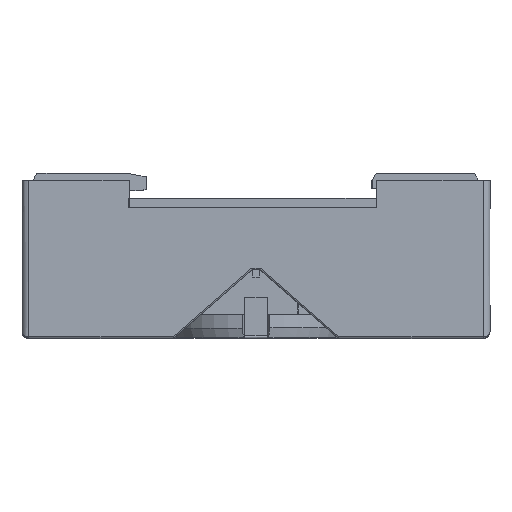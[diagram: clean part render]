
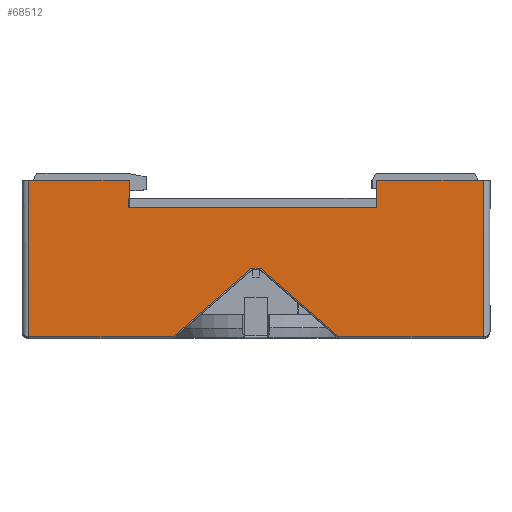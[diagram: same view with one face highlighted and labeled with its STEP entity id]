
A CAD part, top view. The second image highlights one B-rep face of the part: STEP entity #68512.
In plain terms, the highlighted planar face has unit normal (0, 0, 1).
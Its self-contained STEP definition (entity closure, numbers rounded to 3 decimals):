
#958 = DIRECTION ( 'NONE',  ( 0., 0., -1. ) ) ;
#2192 = VECTOR ( 'NONE', #58984, 1000. ) ;
#3036 = VERTEX_POINT ( 'NONE', #5830 ) ;
#5141 = VERTEX_POINT ( 'NONE', #43993 ) ;
#5214 = LINE ( 'NONE', #96101, #22939 ) ;
#5830 = CARTESIAN_POINT ( 'NONE',  ( 17.6, 23., 19. ) ) ;
#9720 = PLANE ( 'NONE',  #34154 ) ;
#10530 = VERTEX_POINT ( 'NONE', #47988 ) ;
#11370 = EDGE_CURVE ( 'NONE', #3036, #10530, #76969, .T. ) ;
#11436 = ORIENTED_EDGE ( 'NONE', *, *, #57565, .F. ) ;
#12873 = EDGE_CURVE ( 'NONE', #10530, #18877, #53277, .T. ) ;
#13737 = DIRECTION ( 'NONE',  ( -1., 0., 0. ) ) ;
#13815 = EDGE_CURVE ( 'NONE', #61302, #109193, #89659, .T. ) ;
#15383 = ORIENTED_EDGE ( 'NONE', *, *, #21541, .F. ) ;
#18877 = VERTEX_POINT ( 'NONE', #42302 ) ;
#19598 = ORIENTED_EDGE ( 'NONE', *, *, #82711, .F. ) ;
#20681 = CARTESIAN_POINT ( 'NONE',  ( 34.1, 23., 19. ) ) ;
#21488 = VECTOR ( 'NONE', #110335, 1000. ) ;
#21541 = EDGE_CURVE ( 'NONE', #59895, #72170, #92214, .T. ) ;
#21791 = VECTOR ( 'NONE', #68359, 1000. ) ;
#22396 = CARTESIAN_POINT ( 'NONE',  ( 17.6, 0., 19. ) ) ;
#22777 = ORIENTED_EDGE ( 'NONE', *, *, #75630, .F. ) ;
#22939 = VECTOR ( 'NONE', #43751, 1000. ) ;
#22970 = DIRECTION ( 'NONE',  ( -1., 0., 0. ) ) ;
#24270 = VERTEX_POINT ( 'NONE', #63140 ) ;
#24369 = DIRECTION ( 'NONE',  ( -0.753, 0.658, 0. ) ) ;
#25405 = LINE ( 'NONE', #111365, #2192 ) ;
#25508 = CARTESIAN_POINT ( 'NONE',  ( 12.075, 0.2, 19. ) ) ;
#28513 = CARTESIAN_POINT ( 'NONE',  ( 34.1, 10.2, 19. ) ) ;
#28711 = EDGE_CURVE ( 'NONE', #5141, #34890, #45119, .T. ) ;
#31120 = EDGE_CURVE ( 'NONE', #59162, #68329, #60437, .T. ) ;
#31283 = LINE ( 'NONE', #28513, #68297 ) ;
#32646 = ORIENTED_EDGE ( 'NONE', *, *, #28711, .F. ) ;
#34154 = AXIS2_PLACEMENT_3D ( 'NONE', #79260, #958, #34954 ) ;
#34890 = VERTEX_POINT ( 'NONE', #61993 ) ;
#34954 = DIRECTION ( 'NONE',  ( -1., 0., 0. ) ) ;
#39429 = LINE ( 'NONE', #109646, #66774 ) ;
#39491 = VECTOR ( 'NONE', #41553, 1000. ) ;
#41218 = EDGE_CURVE ( 'NONE', #18877, #59162, #39429, .T. ) ;
#41553 = DIRECTION ( 'NONE',  ( 0., -1., 0. ) ) ;
#42302 = CARTESIAN_POINT ( 'NONE',  ( 33.1, 0.2, 19. ) ) ;
#43751 = DIRECTION ( 'NONE',  ( 0., 1., 0. ) ) ;
#43993 = CARTESIAN_POINT ( 'NONE',  ( -33.1, 23., 19. ) ) ;
#44530 = CARTESIAN_POINT ( 'NONE',  ( 34.1, 19., 19. ) ) ;
#45119 = LINE ( 'NONE', #104705, #21791 ) ;
#46676 = FACE_OUTER_BOUND ( 'NONE', #66871, .T. ) ;
#47988 = CARTESIAN_POINT ( 'NONE',  ( 33.1, 23., 19. ) ) ;
#48768 = DIRECTION ( 'NONE',  ( 0., 1., 0. ) ) ;
#52513 = ORIENTED_EDGE ( 'NONE', *, *, #82510, .F. ) ;
#53277 = LINE ( 'NONE', #85061, #39491 ) ;
#56003 = ORIENTED_EDGE ( 'NONE', *, *, #103905, .F. ) ;
#57565 = EDGE_CURVE ( 'NONE', #34890, #59895, #25405, .T. ) ;
#57683 = VECTOR ( 'NONE', #24369, 1000. ) ;
#57978 = CARTESIAN_POINT ( 'NONE',  ( 17.6, 19., 19. ) ) ;
#58984 = DIRECTION ( 'NONE',  ( 0., -1., 0. ) ) ;
#59162 = VERTEX_POINT ( 'NONE', #68174 ) ;
#59895 = VERTEX_POINT ( 'NONE', #93938 ) ;
#60437 = LINE ( 'NONE', #25508, #57683 ) ;
#61302 = VERTEX_POINT ( 'NONE', #79441 ) ;
#61934 = VECTOR ( 'NONE', #81796, 1000. ) ;
#61993 = CARTESIAN_POINT ( 'NONE',  ( -18.5, 23., 19. ) ) ;
#63140 = CARTESIAN_POINT ( 'NONE',  ( -0.625, 10.2, 19. ) ) ;
#63683 = DIRECTION ( 'NONE',  ( -1., 0., 0. ) ) ;
#66774 = VECTOR ( 'NONE', #13737, 1000. ) ;
#66871 = EDGE_LOOP ( 'NONE', ( #96543, #102995, #72259, #56003, #15383, #11436, #32646, #52513, #107343, #19598, #22777, #86389 ) ) ;
#68174 = CARTESIAN_POINT ( 'NONE',  ( 12.075, 0.2, 19. ) ) ;
#68297 = VECTOR ( 'NONE', #63683, 1000. ) ;
#68329 = VERTEX_POINT ( 'NONE', #110249 ) ;
#68359 = DIRECTION ( 'NONE',  ( 1., 0., 0. ) ) ;
#68512 = ADVANCED_FACE ( 'NONE', ( #46676 ), #9720, .F. ) ;
#70806 = LINE ( 'NONE', #93553, #21488 ) ;
#72170 = VERTEX_POINT ( 'NONE', #57978 ) ;
#72259 = ORIENTED_EDGE ( 'NONE', *, *, #11370, .F. ) ;
#75630 = EDGE_CURVE ( 'NONE', #68329, #24270, #31283, .T. ) ;
#76969 = LINE ( 'NONE', #20681, #61934 ) ;
#79260 = CARTESIAN_POINT ( 'NONE',  ( 34.1, 0., 19. ) ) ;
#79441 = CARTESIAN_POINT ( 'NONE',  ( -12.075, 0.2, 19. ) ) ;
#79644 = DIRECTION ( 'NONE',  ( 1., 0., 0. ) ) ;
#81796 = DIRECTION ( 'NONE',  ( 1., 0., 0. ) ) ;
#82510 = EDGE_CURVE ( 'NONE', #109193, #5141, #5214, .T. ) ;
#82711 = EDGE_CURVE ( 'NONE', #24270, #61302, #70806, .T. ) ;
#84244 = VECTOR ( 'NONE', #48768, 1000. ) ;
#85061 = CARTESIAN_POINT ( 'NONE',  ( 33.1, 0., 19. ) ) ;
#86389 = ORIENTED_EDGE ( 'NONE', *, *, #31120, .F. ) ;
#89659 = LINE ( 'NONE', #112037, #110154 ) ;
#92214 = LINE ( 'NONE', #44530, #97771 ) ;
#93553 = CARTESIAN_POINT ( 'NONE',  ( -0.625, 10.2, 19. ) ) ;
#93938 = CARTESIAN_POINT ( 'NONE',  ( -18.5, 19., 19. ) ) ;
#96101 = CARTESIAN_POINT ( 'NONE',  ( -33.1, 0., 19. ) ) ;
#96543 = ORIENTED_EDGE ( 'NONE', *, *, #41218, .F. ) ;
#97771 = VECTOR ( 'NONE', #79644, 1000. ) ;
#102995 = ORIENTED_EDGE ( 'NONE', *, *, #12873, .F. ) ;
#103905 = EDGE_CURVE ( 'NONE', #72170, #3036, #110270, .T. ) ;
#104705 = CARTESIAN_POINT ( 'NONE',  ( 34.1, 23., 19. ) ) ;
#106558 = CARTESIAN_POINT ( 'NONE',  ( -33.1, 0.2, 19. ) ) ;
#107343 = ORIENTED_EDGE ( 'NONE', *, *, #13815, .F. ) ;
#109193 = VERTEX_POINT ( 'NONE', #106558 ) ;
#109646 = CARTESIAN_POINT ( 'NONE',  ( 34.1, 0.2, 19. ) ) ;
#110154 = VECTOR ( 'NONE', #22970, 1000. ) ;
#110249 = CARTESIAN_POINT ( 'NONE',  ( 0.625, 10.2, 19. ) ) ;
#110270 = LINE ( 'NONE', #22396, #84244 ) ;
#110335 = DIRECTION ( 'NONE',  ( -0.753, -0.658, 0. ) ) ;
#111365 = CARTESIAN_POINT ( 'NONE',  ( -18.5, 0., 19. ) ) ;
#112037 = CARTESIAN_POINT ( 'NONE',  ( 34.1, 0.2, 19. ) ) ;
